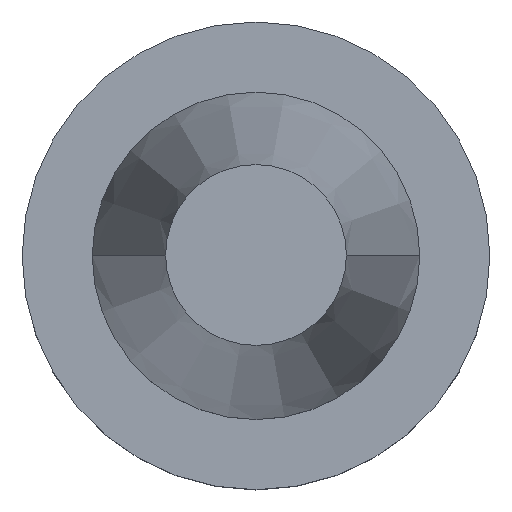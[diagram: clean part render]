
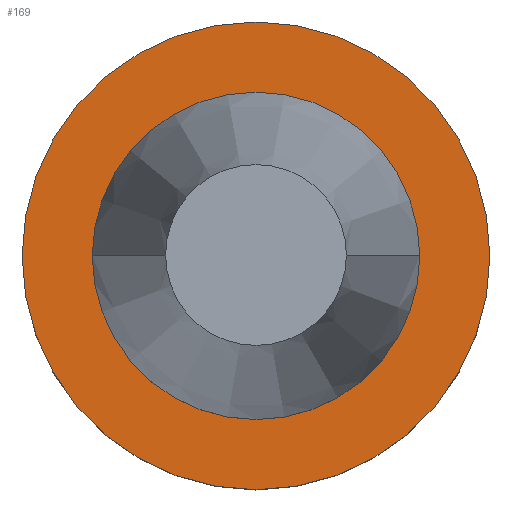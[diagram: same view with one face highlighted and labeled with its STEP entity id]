
A CAD part, top view. The second image highlights one B-rep face of the part: STEP entity #169.
In plain terms, the highlighted planar face has unit normal (0, 0, 1).
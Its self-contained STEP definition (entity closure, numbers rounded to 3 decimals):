
#5 = AXIS2_PLACEMENT_3D ( 'NONE', #313, #535, #330 ) ;
#28 = DIRECTION ( 'NONE',  ( 1., 0., 0. ) ) ;
#60 = FACE_BOUND ( 'NONE', #877, .T. ) ;
#86 = VERTEX_POINT ( 'NONE', #969 ) ;
#100 = CARTESIAN_POINT ( 'NONE',  ( 0., 0., -1. ) ) ;
#164 = CARTESIAN_POINT ( 'NONE',  ( 22.225, 0., -1. ) ) ;
#169 = ADVANCED_FACE ( 'NONE', ( #60, #391 ), #1067, .F. ) ;
#217 = CARTESIAN_POINT ( 'NONE',  ( 31.75, 0., -1. ) ) ;
#222 = CARTESIAN_POINT ( 'NONE',  ( 0., 0., -1. ) ) ;
#260 = VERTEX_POINT ( 'NONE', #164 ) ;
#277 = EDGE_CURVE ( 'NONE', #956, #991, #558, .T. ) ;
#290 = EDGE_CURVE ( 'NONE', #260, #86, #400, .T. ) ;
#313 = CARTESIAN_POINT ( 'NONE',  ( 0., 31.75, -1. ) ) ;
#330 = DIRECTION ( 'NONE',  ( -1., 0., 0. ) ) ;
#334 = DIRECTION ( 'NONE',  ( 0., 0., 1. ) ) ;
#357 = ORIENTED_EDGE ( 'NONE', *, *, #1064, .T. ) ;
#367 = ORIENTED_EDGE ( 'NONE', *, *, #967, .F. ) ;
#391 = FACE_OUTER_BOUND ( 'NONE', #867, .T. ) ;
#397 = DIRECTION ( 'NONE',  ( 0., 0., 1. ) ) ;
#400 = CIRCLE ( 'NONE', #1024, 22.225 ) ;
#441 = DIRECTION ( 'NONE',  ( 1., 0., 0. ) ) ;
#477 = DIRECTION ( 'NONE',  ( 1., 0., 0. ) ) ;
#535 = DIRECTION ( 'NONE',  ( 0., 0., -1. ) ) ;
#547 = CARTESIAN_POINT ( 'NONE',  ( -31.75, 0., -1. ) ) ;
#558 = CIRCLE ( 'NONE', #1007, 31.75 ) ;
#589 = DIRECTION ( 'NONE',  ( 0., 0., 1. ) ) ;
#664 = DIRECTION ( 'NONE',  ( 1., 0., 0. ) ) ;
#786 = CARTESIAN_POINT ( 'NONE',  ( 0., 0., -1. ) ) ;
#803 = ORIENTED_EDGE ( 'NONE', *, *, #290, .F. ) ;
#836 = CARTESIAN_POINT ( 'NONE',  ( 0., 0., -1. ) ) ;
#841 = CIRCLE ( 'NONE', #1037, 31.75 ) ;
#858 = ORIENTED_EDGE ( 'NONE', *, *, #277, .T. ) ;
#867 = EDGE_LOOP ( 'NONE', ( #357, #858 ) ) ;
#877 = EDGE_LOOP ( 'NONE', ( #803, #367 ) ) ;
#891 = CIRCLE ( 'NONE', #911, 22.225 ) ;
#911 = AXIS2_PLACEMENT_3D ( 'NONE', #786, #1031, #441 ) ;
#956 = VERTEX_POINT ( 'NONE', #547 ) ;
#967 = EDGE_CURVE ( 'NONE', #86, #260, #891, .T. ) ;
#969 = CARTESIAN_POINT ( 'NONE',  ( -22.225, 0., -1. ) ) ;
#991 = VERTEX_POINT ( 'NONE', #217 ) ;
#1007 = AXIS2_PLACEMENT_3D ( 'NONE', #836, #334, #664 ) ;
#1024 = AXIS2_PLACEMENT_3D ( 'NONE', #100, #589, #28 ) ;
#1031 = DIRECTION ( 'NONE',  ( 0., 0., 1. ) ) ;
#1037 = AXIS2_PLACEMENT_3D ( 'NONE', #222, #397, #477 ) ;
#1064 = EDGE_CURVE ( 'NONE', #991, #956, #841, .T. ) ;
#1067 = PLANE ( 'NONE',  #5 ) ;
